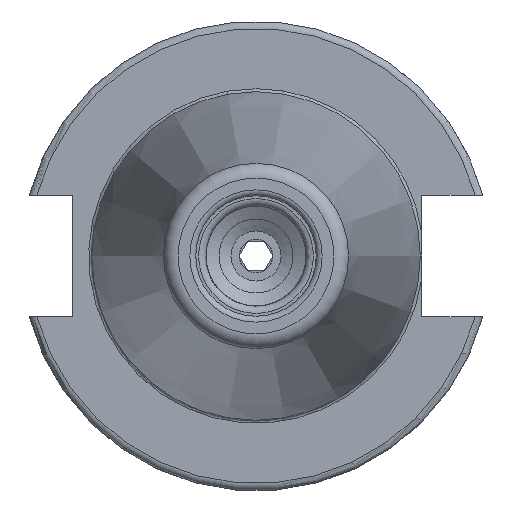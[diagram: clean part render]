
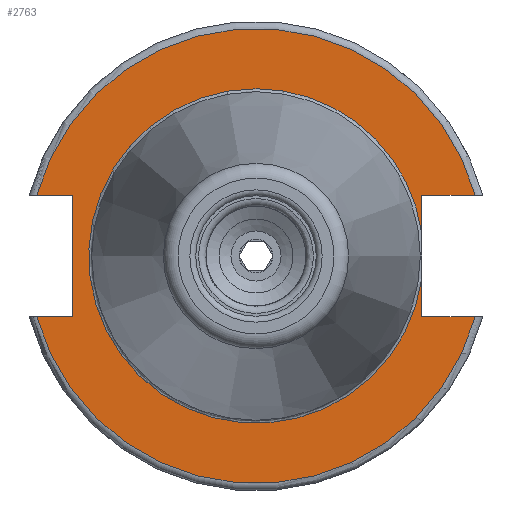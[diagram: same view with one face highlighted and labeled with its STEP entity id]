
A CAD part, left-side view. The second image highlights one B-rep face of the part: STEP entity #2763.
In plain terms, the highlighted planar face has unit normal (-1, 0, 0).
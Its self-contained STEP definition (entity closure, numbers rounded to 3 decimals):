
#165=PLANE('',#3107);
#423=FACE_OUTER_BOUND('',#623,.T.);
#623=EDGE_LOOP('',(#2428,#2429,#2430,#2431,#2432,#2433,#2434,#2435,#2436,
#2437,#2438));
#743=CIRCLE('',#3050,30.775);
#746=CIRCLE('',#3054,22.625);
#747=CIRCLE('',#3055,22.625);
#776=CIRCLE('',#3108,30.775);
#926=LINE('',#6552,#1065);
#933=LINE('',#6651,#1072);
#935=LINE('',#6654,#1074);
#937=LINE('',#6670,#1076);
#941=LINE('',#6716,#1080);
#942=LINE('',#6728,#1081);
#947=LINE('',#6785,#1086);
#1065=VECTOR('',#3631,10.);
#1072=VECTOR('',#3640,10.);
#1074=VECTOR('',#3644,10.);
#1076=VECTOR('',#3648,10.);
#1080=VECTOR('',#3654,10.);
#1081=VECTOR('',#3655,10.);
#1086=VECTOR('',#3662,10.);
#1277=VERTEX_POINT('',#6549);
#1278=VERTEX_POINT('',#6551);
#1294=VERTEX_POINT('',#6639);
#1295=VERTEX_POINT('',#6650);
#1297=VERTEX_POINT('',#6667);
#1298=VERTEX_POINT('',#6669);
#1306=VERTEX_POINT('',#6714);
#1307=VERTEX_POINT('',#6715);
#1308=VERTEX_POINT('',#6717);
#1317=VERTEX_POINT('',#6774);
#1320=VERTEX_POINT('',#6808);
#1611=EDGE_CURVE('',#1278,#1277,#926,.T.);
#1629=EDGE_CURVE('',#1295,#1294,#933,.T.);
#1631=EDGE_CURVE('',#1277,#1295,#935,.T.);
#1634=EDGE_CURVE('',#1298,#1297,#937,.T.);
#1643=EDGE_CURVE('',#1306,#1307,#941,.T.);
#1645=EDGE_CURVE('',#1297,#1308,#942,.T.);
#1656=EDGE_CURVE('',#1307,#1317,#947,.T.);
#1665=EDGE_CURVE('',#1278,#1317,#743,.T.);
#1668=EDGE_CURVE('',#1308,#1320,#746,.T.);
#1669=EDGE_CURVE('',#1320,#1306,#747,.T.);
#1714=EDGE_CURVE('',#1298,#1294,#776,.T.);
#2428=ORIENTED_EDGE('',*,*,#1629,.T.);
#2429=ORIENTED_EDGE('',*,*,#1714,.F.);
#2430=ORIENTED_EDGE('',*,*,#1634,.T.);
#2431=ORIENTED_EDGE('',*,*,#1645,.T.);
#2432=ORIENTED_EDGE('',*,*,#1668,.T.);
#2433=ORIENTED_EDGE('',*,*,#1669,.T.);
#2434=ORIENTED_EDGE('',*,*,#1643,.T.);
#2435=ORIENTED_EDGE('',*,*,#1656,.T.);
#2436=ORIENTED_EDGE('',*,*,#1665,.F.);
#2437=ORIENTED_EDGE('',*,*,#1611,.T.);
#2438=ORIENTED_EDGE('',*,*,#1631,.T.);
#2763=ADVANCED_FACE('',(#423),#165,.T.);
#3050=AXIS2_PLACEMENT_3D('',#6803,#3697,#3698);
#3054=AXIS2_PLACEMENT_3D('',#6810,#3705,#3706);
#3055=AXIS2_PLACEMENT_3D('',#6811,#3707,#3708);
#3107=AXIS2_PLACEMENT_3D('',#8472,#3819,#3820);
#3108=AXIS2_PLACEMENT_3D('',#8473,#3821,#3822);
#3631=DIRECTION('',(0.,-1.,0.));
#3640=DIRECTION('',(0.,1.,0.));
#3644=DIRECTION('',(0.,0.,-1.));
#3648=DIRECTION('',(0.,1.,0.));
#3654=DIRECTION('',(0.,0.,1.));
#3655=DIRECTION('',(0.,0.,1.));
#3662=DIRECTION('',(0.,-1.,0.));
#3697=DIRECTION('center_axis',(1.,0.,0.));
#3698=DIRECTION('ref_axis',(0.,0.,-1.));
#3705=DIRECTION('center_axis',(1.,0.,0.));
#3706=DIRECTION('ref_axis',(0.,0.,-1.));
#3707=DIRECTION('center_axis',(1.,0.,0.));
#3708=DIRECTION('ref_axis',(0.,0.,-1.));
#3819=DIRECTION('center_axis',(-1.,0.,0.));
#3820=DIRECTION('ref_axis',(0.,0.,1.));
#3821=DIRECTION('center_axis',(1.,0.,0.));
#3822=DIRECTION('ref_axis',(0.,0.,-1.));
#6549=CARTESIAN_POINT('',(3.18,24.8,8.19));
#6551=CARTESIAN_POINT('',(3.18,29.665,8.19));
#6552=CARTESIAN_POINT('',(3.18,27.788,8.19));
#6639=CARTESIAN_POINT('',(3.18,29.665,-8.19));
#6650=CARTESIAN_POINT('',(3.18,24.8,-8.19));
#6651=CARTESIAN_POINT('',(3.18,40.288,-8.19));
#6654=CARTESIAN_POINT('',(3.18,24.8,-4.095));
#6667=CARTESIAN_POINT('',(3.18,-22.41,-8.19));
#6669=CARTESIAN_POINT('',(3.18,-29.665,-8.19));
#6670=CARTESIAN_POINT('',(3.18,4.183,-8.19));
#6714=CARTESIAN_POINT('',(3.18,-22.41,3.112));
#6715=CARTESIAN_POINT('',(3.18,-22.41,8.19));
#6716=CARTESIAN_POINT('',(3.18,-22.41,4.095));
#6717=CARTESIAN_POINT('',(3.18,-22.41,-3.112));
#6728=CARTESIAN_POINT('',(3.18,-22.41,4.095));
#6774=CARTESIAN_POINT('',(3.18,-29.665,8.19));
#6785=CARTESIAN_POINT('',(3.18,-8.318,8.19));
#6803=CARTESIAN_POINT('Origin',(3.18,0.,0.));
#6808=CARTESIAN_POINT('',(3.18,0.,22.625));
#6810=CARTESIAN_POINT('Origin',(3.18,0.,0.));
#6811=CARTESIAN_POINT('Origin',(3.18,0.,0.));
#8472=CARTESIAN_POINT('Origin',(3.18,30.775,0.));
#8473=CARTESIAN_POINT('Origin',(3.18,0.,0.));
